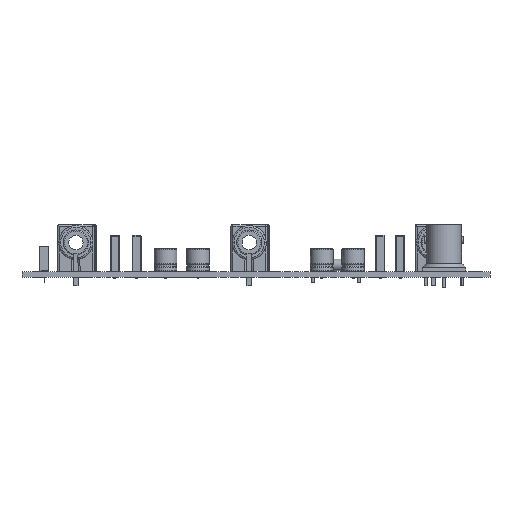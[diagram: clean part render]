
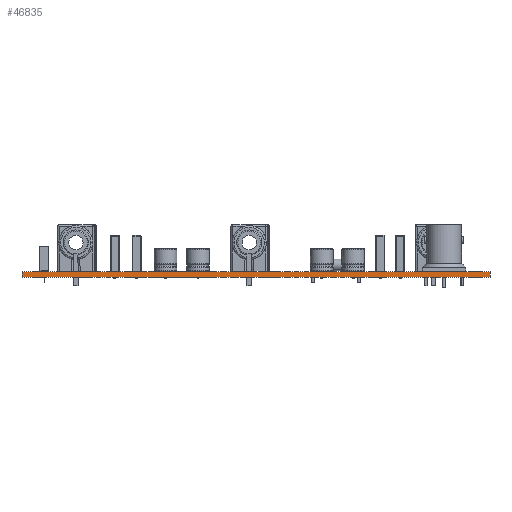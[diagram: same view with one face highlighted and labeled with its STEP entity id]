
A CAD part, front view. The second image highlights one B-rep face of the part: STEP entity #46835.
In plain terms, the highlighted planar face has unit normal (0, -1, 0).
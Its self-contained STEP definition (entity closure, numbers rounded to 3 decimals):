
#46835 = ADVANCED_FACE('',(#46836),#46870,.T.);
#46836 = FACE_BOUND('',#46837,.T.);
#46837 = EDGE_LOOP('',(#46838,#46848,#46856,#46864));
#46838 = ORIENTED_EDGE('',*,*,#46839,.T.);
#46839 = EDGE_CURVE('',#46840,#46842,#46844,.T.);
#46840 = VERTEX_POINT('',#46841);
#46841 = CARTESIAN_POINT('',(180.34,-152.4,0.));
#46842 = VERTEX_POINT('',#46843);
#46843 = CARTESIAN_POINT('',(180.34,-152.4,1.6));
#46844 = LINE('',#46845,#46846);
#46845 = CARTESIAN_POINT('',(180.34,-152.4,0.));
#46846 = VECTOR('',#46847,1.);
#46847 = DIRECTION('',(0.,0.,1.));
#46848 = ORIENTED_EDGE('',*,*,#46849,.T.);
#46849 = EDGE_CURVE('',#46842,#46850,#46852,.T.);
#46850 = VERTEX_POINT('',#46851);
#46851 = CARTESIAN_POINT('',(50.8,-152.4,1.6));
#46852 = LINE('',#46853,#46854);
#46853 = CARTESIAN_POINT('',(180.34,-152.4,1.6));
#46854 = VECTOR('',#46855,1.);
#46855 = DIRECTION('',(-1.,0.,0.));
#46856 = ORIENTED_EDGE('',*,*,#46857,.F.);
#46857 = EDGE_CURVE('',#46858,#46850,#46860,.T.);
#46858 = VERTEX_POINT('',#46859);
#46859 = CARTESIAN_POINT('',(50.8,-152.4,0.));
#46860 = LINE('',#46861,#46862);
#46861 = CARTESIAN_POINT('',(50.8,-152.4,0.));
#46862 = VECTOR('',#46863,1.);
#46863 = DIRECTION('',(0.,0.,1.));
#46864 = ORIENTED_EDGE('',*,*,#46865,.F.);
#46865 = EDGE_CURVE('',#46840,#46858,#46866,.T.);
#46866 = LINE('',#46867,#46868);
#46867 = CARTESIAN_POINT('',(180.34,-152.4,0.));
#46868 = VECTOR('',#46869,1.);
#46869 = DIRECTION('',(-1.,0.,0.));
#46870 = PLANE('',#46871);
#46871 = AXIS2_PLACEMENT_3D('',#46872,#46873,#46874);
#46872 = CARTESIAN_POINT('',(180.34,-152.4,0.));
#46873 = DIRECTION('',(0.,-1.,0.));
#46874 = DIRECTION('',(-1.,0.,0.));
